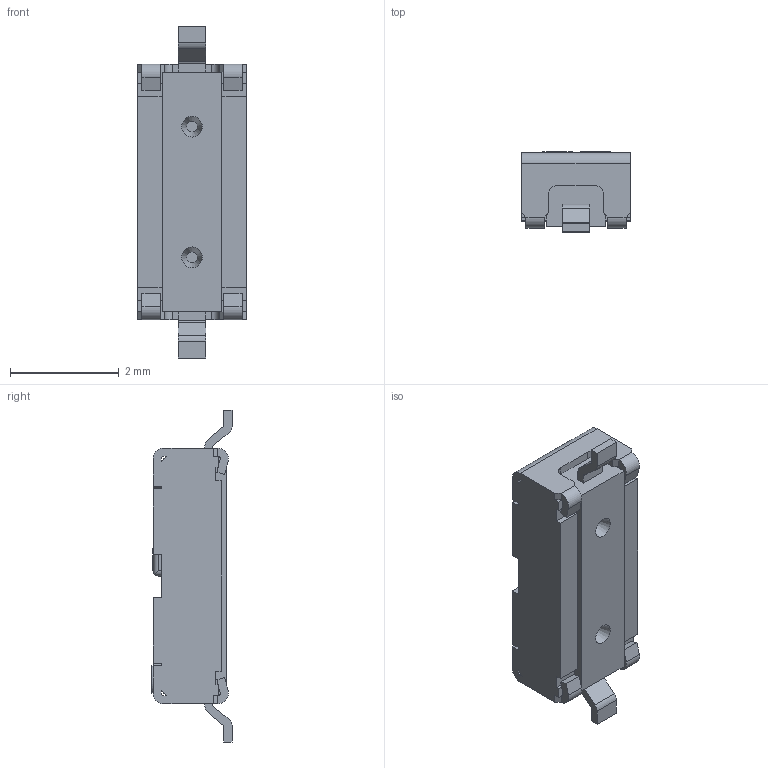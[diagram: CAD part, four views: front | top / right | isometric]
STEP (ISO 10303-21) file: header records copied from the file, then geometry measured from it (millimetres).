
FILE_DESCRIPTION(/* description */ ('STEP AP214'),/* implementation_level */ '2;1');
FILE_NAME(/* name */ 'CVS-01TB',/* time_stamp */ '2024-07-27T22:33:52+02:00',/* author */ ('License CC BY-ND 4.0'),/* organization */ ('CADENAS'),/* preprocessor_version */ 'ST-DEVELOPER v19.3',/* originating_system */ 'PARTsolutions',/* authorisation */ ' ');
FILE_SCHEMA (('AUTOMOTIVE_DESIGN {1 0 10303 214 3 1 1}'));
Length unit declared in the file: millimetre
Products named in the file (4): CVS-01TB; CVS-01-body; CVS-slider; CVS-B1-terminal
Assembly tree (3 placements, depth 2):
  CVS-01TB
    CVS-01-body
    CVS-slider
    CVS-B1-terminal
Bounding box: 2 x 1.47 x 6.1 mm (x, y, z)
Volume: 11.3 mm3; surface area: 74.9 mm2
Topology: 3 solids, 3 shells, 257 faces, 712 edges, 464 vertices
Faces by surface type: plane 203, cylinder 52, cone 2
Entity records: 9834 total; most frequent: CARTESIAN_POINT 1447, ORIENTED_EDGE 1420, DIRECTION 1340, EDGE_CURVE 710, LINE 594, VECTOR 594, VERTEX_POINT 464, AXIS2_PLACEMENT_3D 373
